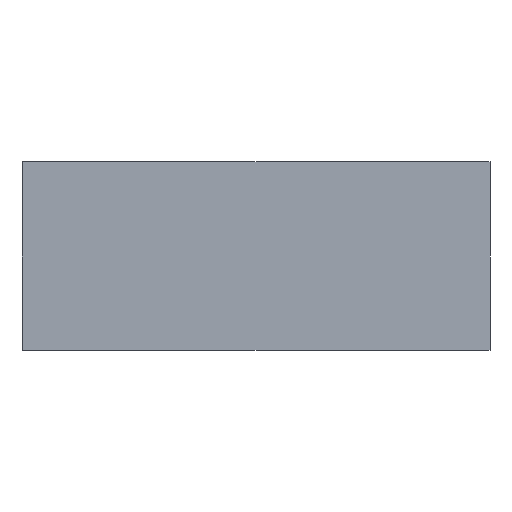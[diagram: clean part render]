
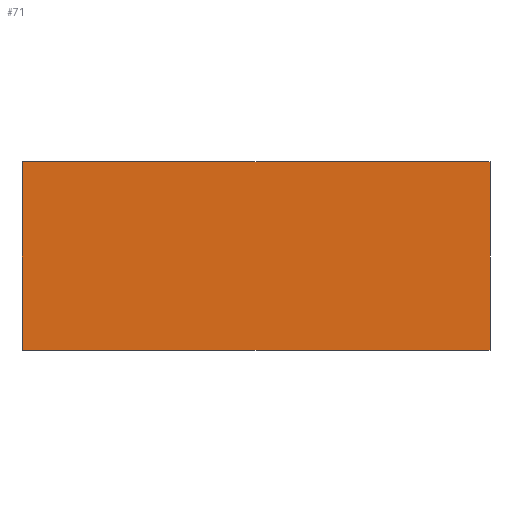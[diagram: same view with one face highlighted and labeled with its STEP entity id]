
A CAD part, left-side view. The second image highlights one B-rep face of the part: STEP entity #71.
In plain terms, the highlighted planar face has unit normal (-1, 0, 0).
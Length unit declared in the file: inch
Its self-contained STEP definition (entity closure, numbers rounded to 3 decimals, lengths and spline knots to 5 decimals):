
#71=ADVANCED_FACE('',(#135),#136,.T.);
#135=FACE_OUTER_BOUND('',#190,.T.);
#136=PLANE('',#191);
#190=EDGE_LOOP('',(#320,#321,#322,#323));
#191=AXIS2_PLACEMENT_3D('',#324,#325,#326);
#320=ORIENTED_EDGE('',*,*,#379,.T.);
#321=ORIENTED_EDGE('',*,*,#364,.F.);
#322=ORIENTED_EDGE('',*,*,#402,.T.);
#323=ORIENTED_EDGE('',*,*,#352,.T.);
#324=CARTESIAN_POINT('',(-0.39764,0.00169,0.0));
#325=DIRECTION('',(-1.0,0.0,0.0));
#326=DIRECTION('',(0.0,-1.0,0.0));
#352=EDGE_CURVE('',#417,#415,#418,.T.);
#364=EDGE_CURVE('',#437,#432,#439,.T.);
#379=EDGE_CURVE('',#415,#432,#461,.T.);
#402=EDGE_CURVE('',#437,#417,#489,.T.);
#415=VERTEX_POINT('',#506);
#417=VERTEX_POINT('',#509);
#418=LINE('',#510,#511);
#432=VERTEX_POINT('',#531);
#437=VERTEX_POINT('',#538);
#439=LINE('',#541,#542);
#461=LINE('',#575,#576);
#489=LINE('',#617,#618);
#506=CARTESIAN_POINT('',(-0.39764,-0.39031,0.31496));
#509=CARTESIAN_POINT('',(-0.39764,-0.39031,0.0));
#510=CARTESIAN_POINT('',(-0.39764,-0.39031,0.0));
#511=VECTOR('',#625,1.0);
#531=CARTESIAN_POINT('',(-0.39764,0.3937,0.31496));
#538=CARTESIAN_POINT('',(-0.39764,0.3937,0.0));
#541=CARTESIAN_POINT('',(-0.39764,0.3937,0.0));
#542=VECTOR('',#635,1.0);
#575=CARTESIAN_POINT('',(-0.39764,0.3937,0.31496));
#576=VECTOR('',#647,1.0);
#617=CARTESIAN_POINT('',(-0.39764,0.3937,0.0));
#618=VECTOR('',#661,1.0);
#625=DIRECTION('',(0.0,0.0,1.0));
#635=DIRECTION('',(0.0,0.0,1.0));
#647=DIRECTION('',(0.0,1.0,0.0));
#661=DIRECTION('',(0.0,-1.0,0.0));
